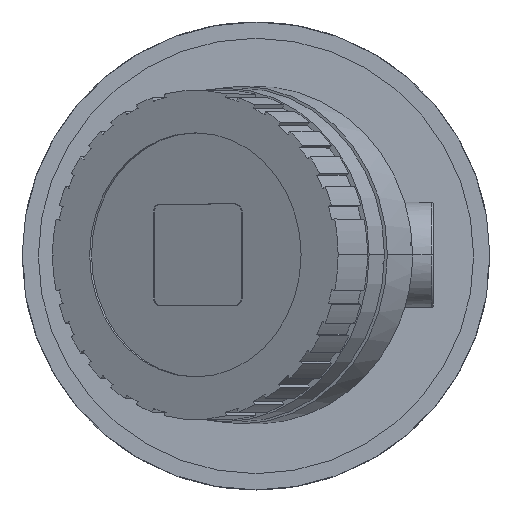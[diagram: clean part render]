
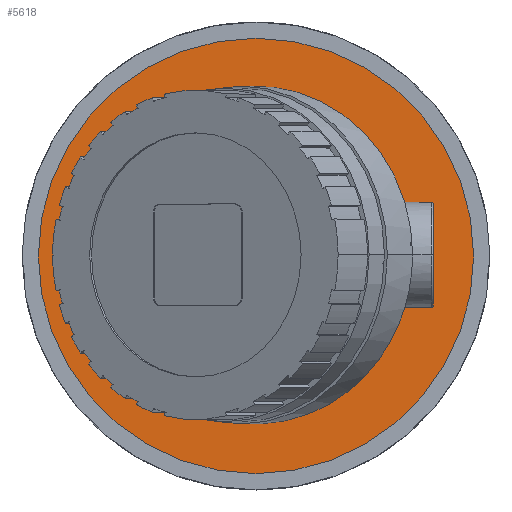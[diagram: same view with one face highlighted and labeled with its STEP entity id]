
A CAD part, top view. The second image highlights one B-rep face of the part: STEP entity #5618.
In plain terms, the highlighted planar face has unit normal (0, 0, 1).
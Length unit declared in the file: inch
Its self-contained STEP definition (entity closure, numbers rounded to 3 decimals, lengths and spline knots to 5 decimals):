
#137 = CARTESIAN_POINT ( 'NONE',  ( 0., 0., -3.09055 ) ) ;
#258 = VERTEX_POINT ( 'NONE', #3729 ) ;
#645 = CIRCLE ( 'NONE', #1730, 1.40549 ) ;
#1223 = EDGE_LOOP ( 'NONE', ( #2894, #3879 ) ) ;
#1618 = DIRECTION ( 'NONE',  ( 0., 0., -1. ) ) ;
#1730 = AXIS2_PLACEMENT_3D ( 'NONE', #4324, #3683, #6285 ) ;
#1797 = DIRECTION ( 'NONE',  ( -1., 0., 0. ) ) ;
#2214 = AXIS2_PLACEMENT_3D ( 'NONE', #5094, #8176, #1797 ) ;
#2343 = EDGE_CURVE ( 'NONE', #3276, #258, #4553, .T. ) ;
#2488 = ORIENTED_EDGE ( 'NONE', *, *, #5630, .T. ) ;
#2502 = DIRECTION ( 'NONE',  ( 1., 0., 0. ) ) ;
#2557 = EDGE_CURVE ( 'NONE', #258, #3276, #3712, .T. ) ;
#2894 = ORIENTED_EDGE ( 'NONE', *, *, #2557, .F. ) ;
#2954 = AXIS2_PLACEMENT_3D ( 'NONE', #7591, #5843, #4564 ) ;
#3152 = FACE_BOUND ( 'NONE', #7728, .T. ) ;
#3276 = VERTEX_POINT ( 'NONE', #6005 ) ;
#3683 = DIRECTION ( 'NONE',  ( 0., 0., -1. ) ) ;
#3712 = CIRCLE ( 'NONE', #8212, 2.1063 ) ;
#3729 = CARTESIAN_POINT ( 'NONE',  ( 2.1063, 0., -3.09055 ) ) ;
#3879 = ORIENTED_EDGE ( 'NONE', *, *, #2343, .F. ) ;
#4324 = CARTESIAN_POINT ( 'NONE',  ( 0., 0., -3.09055 ) ) ;
#4456 = AXIS2_PLACEMENT_3D ( 'NONE', #6987, #8359, #2502 ) ;
#4553 = CIRCLE ( 'NONE', #2214, 2.1063 ) ;
#4564 = DIRECTION ( 'NONE',  ( -1., 0., 0. ) ) ;
#5094 = CARTESIAN_POINT ( 'NONE',  ( 0., 0., -3.09055 ) ) ;
#5278 = EDGE_CURVE ( 'NONE', #5598, #5728, #645, .T. ) ;
#5509 = DIRECTION ( 'NONE',  ( -1., 0., 0. ) ) ;
#5598 = VERTEX_POINT ( 'NONE', #7545 ) ;
#5618 = ADVANCED_FACE ( 'NONE', ( #6396, #3152 ), #5632, .T. ) ;
#5630 = EDGE_CURVE ( 'NONE', #5728, #5598, #6630, .T. ) ;
#5632 = PLANE ( 'NONE',  #4456 ) ;
#5728 = VERTEX_POINT ( 'NONE', #7756 ) ;
#5843 = DIRECTION ( 'NONE',  ( 0., 0., -1. ) ) ;
#5867 = ORIENTED_EDGE ( 'NONE', *, *, #5278, .T. ) ;
#6005 = CARTESIAN_POINT ( 'NONE',  ( -2.1063, 0., -3.09055 ) ) ;
#6285 = DIRECTION ( 'NONE',  ( -1., 0., 0. ) ) ;
#6396 = FACE_OUTER_BOUND ( 'NONE', #1223, .T. ) ;
#6630 = CIRCLE ( 'NONE', #2954, 1.40549 ) ;
#6987 = CARTESIAN_POINT ( 'NONE',  ( 1.05315, 0., -3.09055 ) ) ;
#7545 = CARTESIAN_POINT ( 'NONE',  ( 1.40549, 0., -3.09055 ) ) ;
#7591 = CARTESIAN_POINT ( 'NONE',  ( 0., 0., -3.09055 ) ) ;
#7728 = EDGE_LOOP ( 'NONE', ( #5867, #2488 ) ) ;
#7756 = CARTESIAN_POINT ( 'NONE',  ( -1.40549, 0., -3.09055 ) ) ;
#8176 = DIRECTION ( 'NONE',  ( 0., 0., -1. ) ) ;
#8212 = AXIS2_PLACEMENT_3D ( 'NONE', #137, #1618, #5509 ) ;
#8359 = DIRECTION ( 'NONE',  ( 0., 0., 1. ) ) ;
